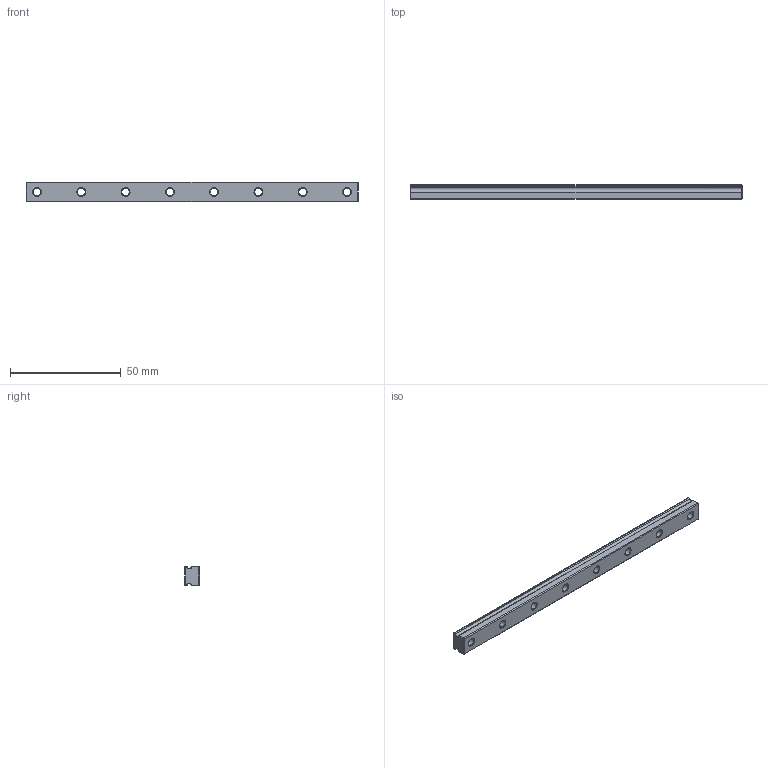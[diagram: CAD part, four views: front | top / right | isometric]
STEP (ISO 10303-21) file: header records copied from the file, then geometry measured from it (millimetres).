
FILE_DESCRIPTION (( 'STEP AP214' ), '1' );
FILE_NAME ('150mm MGN9C Clean.STEP', '2023-01-16T22:24:01', ( '' ), ( '' ), 'SwSTEP 2.0', 'SolidWorks 2020', '' );
FILE_SCHEMA (( 'AUTOMOTIVE_DESIGN' ));
Length unit declared in the file: millimetre
Products named in the file (1): 150mm MGN9C Clean
Bounding box: 150 x 6.5 x 9 mm (x, y, z)
Volume: 7430.7 mm3; surface area: 5438.9 mm2
Topology: 1 solids, 1 shells, 141 faces, 312 edges, 181 vertices
Faces by surface type: cone 70, cylinder 43, plane 28
Entity records: 3921 total; most frequent: DIRECTION 753, CARTESIAN_POINT 635, ORIENTED_EDGE 624, EDGE_CURVE 312, AXIS2_PLACEMENT_3D 299, VERTEX_POINT 181, EDGE_LOOP 165, CIRCLE 157
